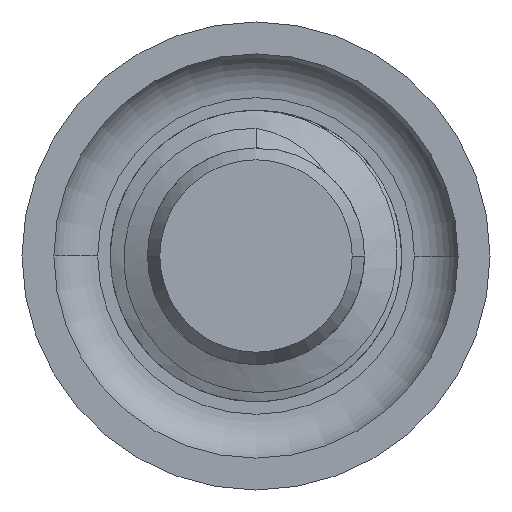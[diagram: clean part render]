
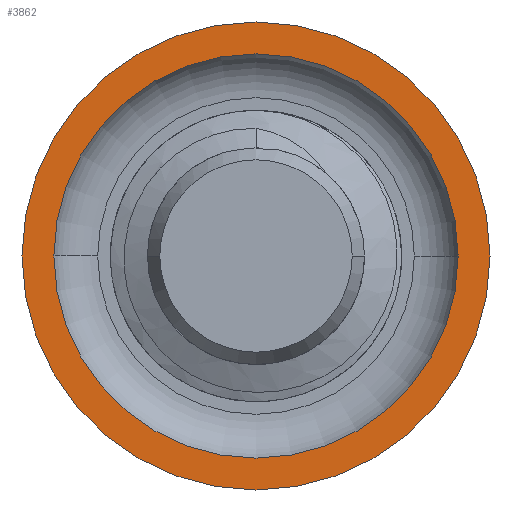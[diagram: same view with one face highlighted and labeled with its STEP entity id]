
A CAD part, front view. The second image highlights one B-rep face of the part: STEP entity #3862.
In plain terms, the highlighted planar face has unit normal (0, -1, 0).
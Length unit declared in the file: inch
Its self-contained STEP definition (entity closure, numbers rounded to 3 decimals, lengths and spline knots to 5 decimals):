
#1065 = CARTESIAN_POINT ( 'NONE',  ( 0., 0.236, 0. ) ) ;
#1077 = CIRCLE ( 'NONE', #1092, 0.095 ) ;
#1083 = DIRECTION ( 'NONE',  ( 0., -1., 0. ) ) ;
#1084 = DIRECTION ( 'NONE',  ( 1., 0., 0. ) ) ;
#1092 = AXIS2_PLACEMENT_3D ( 'NONE', #1065, #1083, #1084 ) ;
#1110 = FACE_BOUND ( 'NONE', #3865, .T. ) ;
#1111 = FACE_OUTER_BOUND ( 'NONE', #3863, .T. ) ;
#1120 = CARTESIAN_POINT ( 'NONE',  ( 0.095, 0.236, 0. ) ) ;
#1123 = DIRECTION ( 'NONE',  ( 0., -1., 0. ) ) ;
#1129 = CARTESIAN_POINT ( 'NONE',  ( 0., 0.236, 0. ) ) ;
#1136 = PLANE ( 'NONE',  #1181 ) ;
#1150 = DIRECTION ( 'NONE',  ( 1., 0., 0. ) ) ;
#1169 = AXIS2_PLACEMENT_3D ( 'NONE', #1129, #1123, #1170 ) ;
#1170 = DIRECTION ( 'NONE',  ( 1., 0., 0. ) ) ;
#1180 = CIRCLE ( 'NONE', #1169, 0.11 ) ;
#1181 = AXIS2_PLACEMENT_3D ( 'NONE', #1120, #1196, #1150 ) ;
#1196 = DIRECTION ( 'NONE',  ( 0., -1., 0. ) ) ;
#1406 = CARTESIAN_POINT ( 'NONE',  ( 0., 0.236, 0. ) ) ;
#1407 = CARTESIAN_POINT ( 'NONE',  ( 0.095, 0.236, 0. ) ) ;
#1409 = CIRCLE ( 'NONE', #1417, 0.095 ) ;
#1413 = DIRECTION ( 'NONE',  ( 1., 0., 0. ) ) ;
#1417 = AXIS2_PLACEMENT_3D ( 'NONE', #1406, #1419, #1413 ) ;
#1418 = CARTESIAN_POINT ( 'NONE',  ( -0.095, 0.236, 0. ) ) ;
#1419 = DIRECTION ( 'NONE',  ( 0., -1., 0. ) ) ;
#1887 = DIRECTION ( 'NONE',  ( 1., 0., 0. ) ) ;
#1888 = DIRECTION ( 'NONE',  ( 0., -1., 0. ) ) ;
#1889 = CARTESIAN_POINT ( 'NONE',  ( 0., 0.236, 0. ) ) ;
#1890 = AXIS2_PLACEMENT_3D ( 'NONE', #1889, #1888, #1887 ) ;
#1891 = CIRCLE ( 'NONE', #1890, 0.11 ) ;
#1907 = CARTESIAN_POINT ( 'NONE',  ( 0.11, 0.236, 0. ) ) ;
#1926 = CARTESIAN_POINT ( 'NONE',  ( -0.11, 0.236, 0. ) ) ;
#3846 = ORIENTED_EDGE ( 'NONE', *, *, #3866, .T. ) ;
#3847 = ORIENTED_EDGE ( 'NONE', *, *, #3848, .F. ) ;
#3848 = EDGE_CURVE ( 'NONE', #3924, #3921, #1077, .T. ) ;
#3849 = ORIENTED_EDGE ( 'NONE', *, *, #3923, .F. ) ;
#3862 = ADVANCED_FACE ( 'NONE', ( #1111, #1110 ), #1136, .T. ) ;
#3863 = EDGE_LOOP ( 'NONE', ( #3864, #3846 ) ) ;
#3864 = ORIENTED_EDGE ( 'NONE', *, *, #4063, .T. ) ;
#3865 = EDGE_LOOP ( 'NONE', ( #3847, #3849 ) ) ;
#3866 = EDGE_CURVE ( 'NONE', #4061, #4064, #1180, .T. ) ;
#3921 = VERTEX_POINT ( 'NONE', #1418 ) ;
#3923 = EDGE_CURVE ( 'NONE', #3921, #3924, #1409, .T. ) ;
#3924 = VERTEX_POINT ( 'NONE', #1407 ) ;
#4061 = VERTEX_POINT ( 'NONE', #1926 ) ;
#4063 = EDGE_CURVE ( 'NONE', #4064, #4061, #1891, .T. ) ;
#4064 = VERTEX_POINT ( 'NONE', #1907 ) ;
